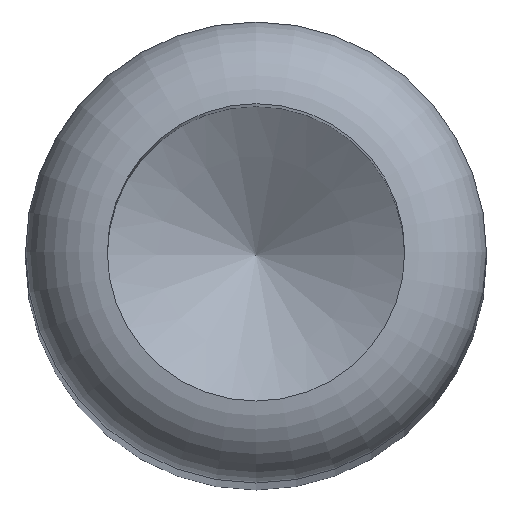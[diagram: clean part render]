
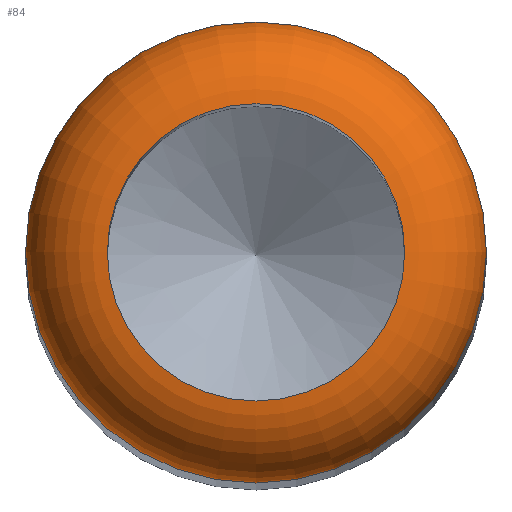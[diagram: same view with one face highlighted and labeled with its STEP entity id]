
A CAD part, top view. The second image highlights one B-rep face of the part: STEP entity #84.
In plain terms, the highlighted toroidal (fillet/blend) face has major radius 9.5 mm and minor radius 6 mm.
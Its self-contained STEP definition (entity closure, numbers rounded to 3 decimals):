
#16=TOROIDAL_SURFACE('',#106,9.5,6.);
#22=FACE_OUTER_BOUND('',#28,.T.);
#28=EDGE_LOOP('',(#68,#69,#70,#71));
#39=CIRCLE('',#105,10.);
#40=CIRCLE('',#107,6.);
#41=CIRCLE('',#108,15.5);
#47=VERTEX_POINT('',#153);
#48=VERTEX_POINT('',#157);
#53=EDGE_CURVE('',#47,#47,#39,.T.);
#55=EDGE_CURVE('',#47,#48,#40,.T.);
#56=EDGE_CURVE('',#48,#48,#41,.T.);
#68=ORIENTED_EDGE('',*,*,#53,.T.);
#69=ORIENTED_EDGE('',*,*,#55,.T.);
#70=ORIENTED_EDGE('',*,*,#56,.T.);
#71=ORIENTED_EDGE('',*,*,#55,.F.);
#84=ADVANCED_FACE('',(#22),#16,.T.);
#105=AXIS2_PLACEMENT_3D('',#154,#124,#125);
#106=AXIS2_PLACEMENT_3D('',#156,#127,#128);
#107=AXIS2_PLACEMENT_3D('',#158,#129,#130);
#108=AXIS2_PLACEMENT_3D('',#159,#131,#132);
#124=DIRECTION('center_axis',(0.,0.,-1.));
#125=DIRECTION('ref_axis',(1.,0.,0.));
#127=DIRECTION('center_axis',(0.,0.,1.));
#128=DIRECTION('ref_axis',(1.,0.,0.));
#129=DIRECTION('center_axis',(0.,-1.,0.));
#130=DIRECTION('ref_axis',(-1.,0.,0.));
#131=DIRECTION('center_axis',(0.,0.,1.));
#132=DIRECTION('ref_axis',(1.,0.,0.));
#153=CARTESIAN_POINT('',(0.669,11.244,280.479));
#154=CARTESIAN_POINT('Origin',(10.669,11.244,280.479));
#156=CARTESIAN_POINT('Origin',(10.669,11.244,274.5));
#157=CARTESIAN_POINT('',(-4.831,11.244,274.5));
#158=CARTESIAN_POINT('Origin',(1.169,11.244,274.5));
#159=CARTESIAN_POINT('Origin',(10.669,11.244,274.5));
